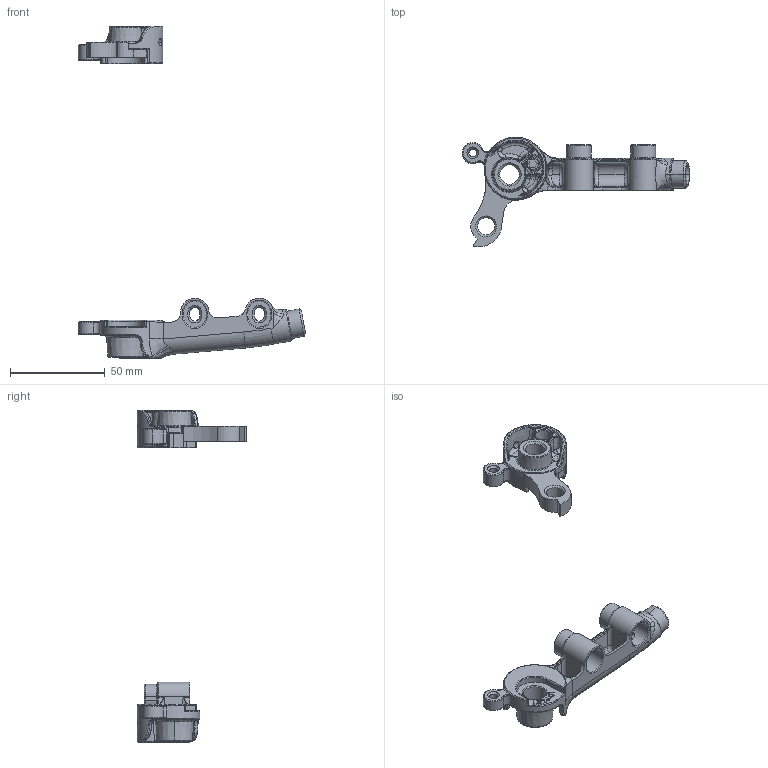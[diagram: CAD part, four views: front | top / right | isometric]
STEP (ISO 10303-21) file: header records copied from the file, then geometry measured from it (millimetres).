
FILE_DESCRIPTION (( 'STEP AP203' ), '1' );
FILE_NAME ('LR26 Assembly.STEP', '2020-01-02T06:02:30', ( '' ), ( '' ), 'SwSTEP 2.0', 'SolidWorks 2018', '' );
FILE_SCHEMA (( 'CONFIG_CONTROL_DESIGN' ));
Length unit declared in the file: millimetre
Products named in the file (6): LR26-02 ROAD DISC 本體 右; LR25-05 R Hanger_OLD148; M4xL10 screw; LR26 本體半成品組 右; LR26-01 ROAD DISC 本體 左_ROAD DISC; LR26 Assembly
Assembly tree (5 placements, depth 3):
  LR26 Assembly
    LR26 本體半成品組 右
      LR26-02 ROAD DISC 本體 右
      LR25-05 R Hanger_OLD148
      M4xL10 screw
    LR26-01 ROAD DISC 本體 左_ROAD DISC
Bounding box: 119.8 x 57.82 x 175 mm (x, y, z)
Volume: 38645.2 mm3; surface area: 23093.8 mm2
Topology: 4 solids, 4 shells, 761 faces, 1920 edges, 1171 vertices
Faces by surface type: plane 232, bspline 197, cylinder 150, torus 104, cone 68, sphere 10
Entity records: 37156 total; most frequent: CARTESIAN_POINT 19627, ORIENTED_EDGE 3774, DIRECTION 3164, EDGE_CURVE 1887, AXIS2_PLACEMENT_3D 1181, VERTEX_POINT 1168, EDGE_LOOP 823, VECTOR 802
